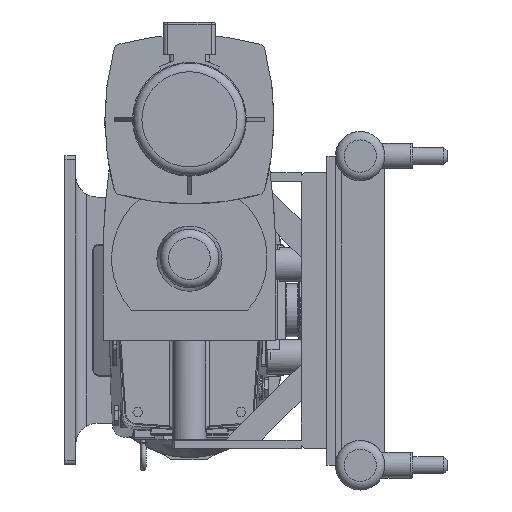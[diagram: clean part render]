
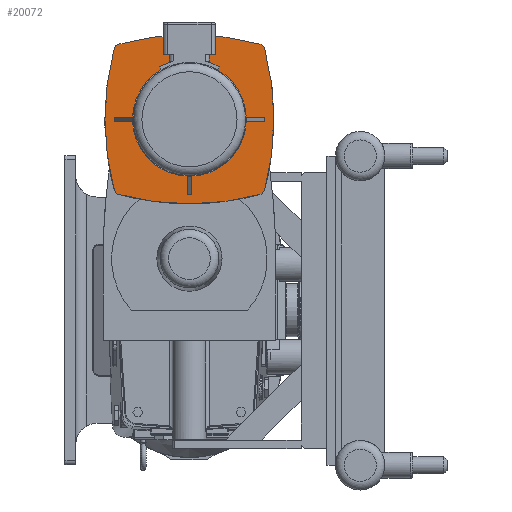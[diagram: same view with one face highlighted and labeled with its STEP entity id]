
A CAD part, left-side view. The second image highlights one B-rep face of the part: STEP entity #20072.
In plain terms, the highlighted planar face has unit normal (-1, 0, 0).
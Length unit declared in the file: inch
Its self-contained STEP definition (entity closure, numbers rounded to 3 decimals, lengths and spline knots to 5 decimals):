
#1373=CIRCLE('',#22023,15.75);
#1376=CIRCLE('',#22027,0.39);
#1383=CIRCLE('',#22036,15.75);
#1384=CIRCLE('',#22038,0.39);
#1386=CIRCLE('',#22041,15.75);
#1389=CIRCLE('',#22045,0.39);
#1392=CIRCLE('',#22049,15.75);
#1393=CIRCLE('',#22051,0.39);
#1399=CIRCLE('',#22059,2.50338);
#1408=CIRCLE('',#22077,2.50338);
#1409=CIRCLE('',#22079,2.50338);
#1410=CIRCLE('',#22081,2.50338);
#1820=FACE_BOUND('',#4590,.T.);
#2259=PLANE('',#22082);
#3340=FACE_OUTER_BOUND('',#4589,.T.);
#4589=EDGE_LOOP('',(#17960,#17961,#17962,#17963,#17964,#17965,#17966,#17967));
#4590=EDGE_LOOP('',(#17968,#17969,#17970,#17971,#17972,#17973,#17974,#17975,
#17976,#17977,#17978,#17979,#17980,#17981,#17982,#17983));
#6109=LINE('',#38774,#7628);
#6112=LINE('',#38783,#7631);
#6114=LINE('',#38786,#7633);
#6120=LINE('',#38831,#7639);
#6121=LINE('',#38833,#7640);
#6122=LINE('',#38834,#7641);
#6123=LINE('',#38836,#7642);
#6124=LINE('',#38838,#7643);
#6125=LINE('',#38839,#7644);
#6126=LINE('',#38841,#7645);
#6127=LINE('',#38843,#7646);
#6128=LINE('',#38844,#7647);
#7628=VECTOR('',#27359,0.3937);
#7631=VECTOR('',#27364,0.3937);
#7633=VECTOR('',#27368,0.3937);
#7639=VECTOR('',#27400,0.3937);
#7640=VECTOR('',#27401,0.3937);
#7641=VECTOR('',#27402,0.3937);
#7642=VECTOR('',#27403,0.3937);
#7643=VECTOR('',#27404,0.3937);
#7644=VECTOR('',#27405,0.3937);
#7645=VECTOR('',#27406,0.3937);
#7646=VECTOR('',#27407,0.3937);
#7647=VECTOR('',#27408,0.3937);
#9622=VERTEX_POINT('',#38598);
#9624=VERTEX_POINT('',#38601);
#9628=VERTEX_POINT('',#38611);
#9633=VERTEX_POINT('',#38626);
#9634=VERTEX_POINT('',#38630);
#9638=VERTEX_POINT('',#38639);
#9639=VERTEX_POINT('',#38641);
#9644=VERTEX_POINT('',#38655);
#9651=VERTEX_POINT('',#38676);
#9652=VERTEX_POINT('',#38680);
#9694=VERTEX_POINT('',#38772);
#9695=VERTEX_POINT('',#38773);
#9697=VERTEX_POINT('',#38782);
#9703=VERTEX_POINT('',#38804);
#9704=VERTEX_POINT('',#38808);
#9705=VERTEX_POINT('',#38814);
#9706=VERTEX_POINT('',#38818);
#9707=VERTEX_POINT('',#38824);
#9708=VERTEX_POINT('',#38830);
#9709=VERTEX_POINT('',#38832);
#9710=VERTEX_POINT('',#38835);
#9711=VERTEX_POINT('',#38837);
#9712=VERTEX_POINT('',#38840);
#9713=VERTEX_POINT('',#38842);
#12423=EDGE_CURVE('',#9624,#9622,#1373,.T.);
#12428=EDGE_CURVE('',#9624,#9628,#1376,.T.);
#12437=EDGE_CURVE('',#9633,#9628,#1383,.T.);
#12438=EDGE_CURVE('',#9633,#9634,#1384,.T.);
#12443=EDGE_CURVE('',#9639,#9638,#1386,.T.);
#12448=EDGE_CURVE('',#9639,#9622,#1389,.T.);
#12453=EDGE_CURVE('',#9644,#9634,#1392,.T.);
#12454=EDGE_CURVE('',#9644,#9638,#1393,.T.);
#12462=EDGE_CURVE('',#9652,#9651,#1399,.T.);
#12507=EDGE_CURVE('',#9694,#9695,#6109,.T.);
#12511=EDGE_CURVE('',#9695,#9697,#6112,.T.);
#12513=EDGE_CURVE('',#9697,#9652,#6114,.T.);
#12524=EDGE_CURVE('',#9703,#9704,#1408,.T.);
#12527=EDGE_CURVE('',#9705,#9706,#1409,.T.);
#12529=EDGE_CURVE('',#9707,#9694,#1410,.T.);
#12530=EDGE_CURVE('',#9651,#9708,#6120,.T.);
#12531=EDGE_CURVE('',#9708,#9709,#6121,.T.);
#12532=EDGE_CURVE('',#9709,#9705,#6122,.T.);
#12533=EDGE_CURVE('',#9706,#9710,#6123,.T.);
#12534=EDGE_CURVE('',#9710,#9711,#6124,.T.);
#12535=EDGE_CURVE('',#9711,#9703,#6125,.T.);
#12536=EDGE_CURVE('',#9704,#9712,#6126,.T.);
#12537=EDGE_CURVE('',#9712,#9713,#6127,.T.);
#12538=EDGE_CURVE('',#9713,#9707,#6128,.T.);
#17960=ORIENTED_EDGE('',*,*,#12454,.F.);
#17961=ORIENTED_EDGE('',*,*,#12453,.T.);
#17962=ORIENTED_EDGE('',*,*,#12438,.F.);
#17963=ORIENTED_EDGE('',*,*,#12437,.T.);
#17964=ORIENTED_EDGE('',*,*,#12428,.F.);
#17965=ORIENTED_EDGE('',*,*,#12423,.T.);
#17966=ORIENTED_EDGE('',*,*,#12448,.F.);
#17967=ORIENTED_EDGE('',*,*,#12443,.T.);
#17968=ORIENTED_EDGE('',*,*,#12530,.T.);
#17969=ORIENTED_EDGE('',*,*,#12531,.T.);
#17970=ORIENTED_EDGE('',*,*,#12532,.T.);
#17971=ORIENTED_EDGE('',*,*,#12527,.T.);
#17972=ORIENTED_EDGE('',*,*,#12533,.T.);
#17973=ORIENTED_EDGE('',*,*,#12534,.T.);
#17974=ORIENTED_EDGE('',*,*,#12535,.T.);
#17975=ORIENTED_EDGE('',*,*,#12524,.T.);
#17976=ORIENTED_EDGE('',*,*,#12536,.T.);
#17977=ORIENTED_EDGE('',*,*,#12537,.T.);
#17978=ORIENTED_EDGE('',*,*,#12538,.T.);
#17979=ORIENTED_EDGE('',*,*,#12529,.T.);
#17980=ORIENTED_EDGE('',*,*,#12507,.T.);
#17981=ORIENTED_EDGE('',*,*,#12511,.T.);
#17982=ORIENTED_EDGE('',*,*,#12513,.T.);
#17983=ORIENTED_EDGE('',*,*,#12462,.T.);
#20072=ADVANCED_FACE('',(#3340,#1820),#2259,.F.);
#22023=AXIS2_PLACEMENT_3D('',#38602,#27219,#27220);
#22027=AXIS2_PLACEMENT_3D('',#38612,#27229,#27230);
#22036=AXIS2_PLACEMENT_3D('',#38628,#27249,#27250);
#22038=AXIS2_PLACEMENT_3D('',#38631,#27253,#27254);
#22041=AXIS2_PLACEMENT_3D('',#38642,#27262,#27263);
#22045=AXIS2_PLACEMENT_3D('',#38651,#27272,#27273);
#22049=AXIS2_PLACEMENT_3D('',#38660,#27282,#27283);
#22051=AXIS2_PLACEMENT_3D('',#38662,#27286,#27287);
#22059=AXIS2_PLACEMENT_3D('',#38681,#27303,#27304);
#22077=AXIS2_PLACEMENT_3D('',#38812,#27388,#27389);
#22079=AXIS2_PLACEMENT_3D('',#38822,#27392,#27393);
#22081=AXIS2_PLACEMENT_3D('',#38828,#27396,#27397);
#22082=AXIS2_PLACEMENT_3D('',#38829,#27398,#27399);
#27219=DIRECTION('center_axis',(-1.,0.,0.));
#27220=DIRECTION('ref_axis',(0.,-0.962,0.274));
#27229=DIRECTION('center_axis',(1.,0.,0.));
#27230=DIRECTION('ref_axis',(0.,0.707,0.707));
#27249=DIRECTION('center_axis',(-1.,0.,0.));
#27250=DIRECTION('ref_axis',(0.,-0.274,-0.962));
#27253=DIRECTION('center_axis',(1.,0.,0.));
#27254=DIRECTION('ref_axis',(0.,-0.707,0.707));
#27262=DIRECTION('center_axis',(-1.,0.,0.));
#27263=DIRECTION('ref_axis',(0.,0.274,0.962));
#27272=DIRECTION('center_axis',(1.,0.,0.));
#27273=DIRECTION('ref_axis',(0.,0.707,-0.707));
#27282=DIRECTION('center_axis',(-1.,0.,0.));
#27283=DIRECTION('ref_axis',(0.,0.962,-0.274));
#27286=DIRECTION('center_axis',(1.,0.,0.));
#27287=DIRECTION('ref_axis',(0.,-0.707,-0.707));
#27303=DIRECTION('center_axis',(1.,0.,0.));
#27304=DIRECTION('ref_axis',(0.,0.,
1.));
#27359=DIRECTION('',(0.,0.,1.));
#27364=DIRECTION('',(0.,-1.,0.));
#27368=DIRECTION('',(0.,0.,-1.));
#27388=DIRECTION('center_axis',(1.,0.,0.));
#27389=DIRECTION('ref_axis',(0.,0.,
1.));
#27392=DIRECTION('center_axis',(1.,0.,0.));
#27393=DIRECTION('ref_axis',(0.,0.,
1.));
#27396=DIRECTION('center_axis',(1.,0.,0.));
#27397=DIRECTION('ref_axis',(0.,0.,
1.));
#27398=DIRECTION('center_axis',(1.,0.,0.));
#27399=DIRECTION('ref_axis',(0.,1.,0.));
#27400=DIRECTION('',(0.,-1.,0.));
#27401=DIRECTION('',(0.,0.,-1.));
#27402=DIRECTION('',(0.,1.,0.));
#27403=DIRECTION('',(0.,0.,-1.));
#27404=DIRECTION('',(0.,1.,0.));
#27405=DIRECTION('',(0.,0.,1.));
#27406=DIRECTION('',(0.,1.,0.));
#27407=DIRECTION('',(0.,0.,1.));
#27408=DIRECTION('',(0.,-1.,0.));
#38598=CARTESIAN_POINT('',(-28.256,4.37774,7.00721));
#38601=CARTESIAN_POINT('',(-28.256,4.37774,15.21279));
#38602=CARTESIAN_POINT('Origin',(-28.256,-10.8285,11.11));
#38611=CARTESIAN_POINT('',(-28.256,4.10279,15.48774));
#38612=CARTESIAN_POINT('Origin',(-28.256,4.0012,15.1112));
#38626=CARTESIAN_POINT('',(-28.256,-4.10279,15.48774));
#38628=CARTESIAN_POINT('Origin',(-28.256,0.,0.2815));
#38630=CARTESIAN_POINT('',(-28.256,-4.37774,15.21279));
#38631=CARTESIAN_POINT('Origin',(-28.256,-4.0012,15.1112));
#38639=CARTESIAN_POINT('',(-28.256,-4.10279,6.73226));
#38641=CARTESIAN_POINT('',(-28.256,4.10279,6.73226));
#38642=CARTESIAN_POINT('Origin',(-28.256,0.,21.9385));
#38651=CARTESIAN_POINT('Origin',(-28.256,4.0012,7.1088));
#38655=CARTESIAN_POINT('',(-28.256,-4.37774,7.00721));
#38660=CARTESIAN_POINT('Origin',(-28.256,10.8285,11.11));
#38662=CARTESIAN_POINT('Origin',(-28.256,-4.0012,7.1088));
#38676=CARTESIAN_POINT('',(-28.256,-2.5006,11.228));
#38680=CARTESIAN_POINT('',(-28.256,-0.118,13.6106));
#38681=CARTESIAN_POINT('Origin',(-28.256,0.,11.11));
#38772=CARTESIAN_POINT('',(-28.256,0.118,13.6106));
#38773=CARTESIAN_POINT('',(-28.256,0.118,15.49687));
#38774=CARTESIAN_POINT('',(-28.256,0.118,12.08289));
#38782=CARTESIAN_POINT('',(-28.256,-0.118,15.49687));
#38783=CARTESIAN_POINT('',(-28.256,0.,15.49687));
#38786=CARTESIAN_POINT('',(-28.256,-0.118,12.08289));
#38804=CARTESIAN_POINT('',(-28.256,0.118,8.6094));
#38808=CARTESIAN_POINT('',(-28.256,2.5006,10.992));
#38812=CARTESIAN_POINT('Origin',(-28.256,0.,11.11));
#38814=CARTESIAN_POINT('',(-28.256,-2.5006,10.992));
#38818=CARTESIAN_POINT('',(-28.256,-0.118,8.6094));
#38822=CARTESIAN_POINT('Origin',(-28.256,0.,11.11));
#38824=CARTESIAN_POINT('',(-28.256,2.5006,11.228));
#38828=CARTESIAN_POINT('Origin',(-28.256,0.,11.11));
#38829=CARTESIAN_POINT('Origin',(-28.256,0.,11.11));
#38830=CARTESIAN_POINT('',(-28.256,-4.38687,11.228));
#38831=CARTESIAN_POINT('',(-28.256,0.97289,11.228));
#38832=CARTESIAN_POINT('',(-28.256,-4.38687,10.992));
#38833=CARTESIAN_POINT('',(-28.256,-4.38687,11.11));
#38834=CARTESIAN_POINT('',(-28.256,-0.97289,10.992));
#38835=CARTESIAN_POINT('',(-28.256,-0.118,6.72313));
#38836=CARTESIAN_POINT('',(-28.256,-0.118,10.13711));
#38837=CARTESIAN_POINT('',(-28.256,0.118,6.72313));
#38838=CARTESIAN_POINT('',(-28.256,0.,6.72313));
#38839=CARTESIAN_POINT('',(-28.256,0.118,10.13711));
#38840=CARTESIAN_POINT('',(-28.256,4.38687,10.992));
#38841=CARTESIAN_POINT('',(-28.256,0.97289,10.992));
#38842=CARTESIAN_POINT('',(-28.256,4.38687,11.228));
#38843=CARTESIAN_POINT('',(-28.256,4.38687,11.11));
#38844=CARTESIAN_POINT('',(-28.256,0.97289,11.228));
